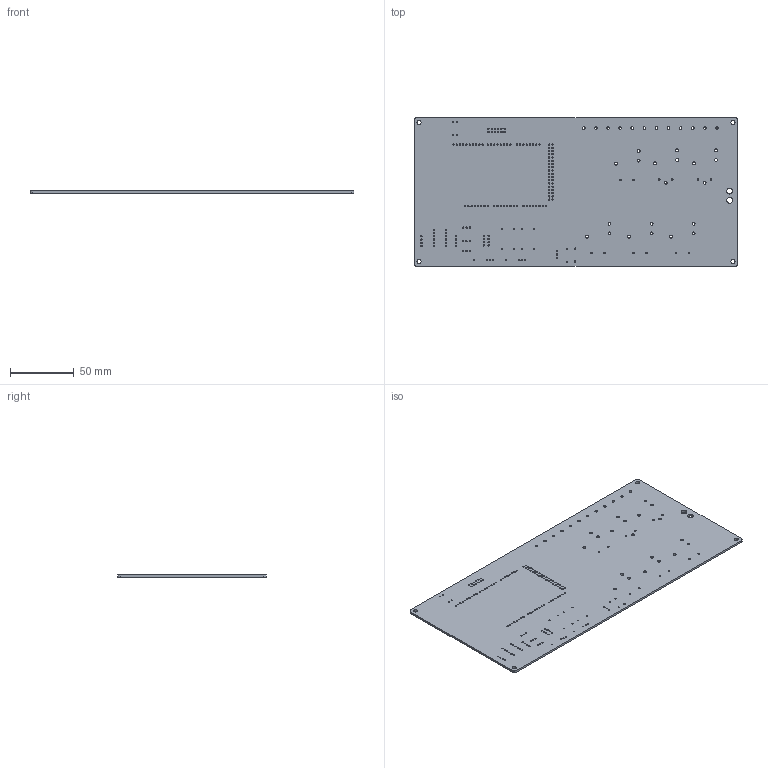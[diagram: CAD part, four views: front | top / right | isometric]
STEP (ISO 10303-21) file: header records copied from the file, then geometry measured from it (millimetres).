
FILE_DESCRIPTION(('KiCad electronic assembly'),'2;1');
FILE_NAME('AUV_shirt design_EE.step','2022-09-15T15:40:53',('Pcbnew'),( 'Kicad'),'Open CASCADE STEP processor 7.6','KiCad to STEP converter' ,'Unknown');
FILE_SCHEMA(('AUTOMOTIVE_DESIGN { 1 0 10303 214 1 1 1 1 }'));
Length unit declared in the file: millimetre
Products named in the file (2): AUV_shirt design_EE 1; AUVMEC2020 PCB
Assembly tree (1 placements, depth 2):
  AUV_shirt design_EE 1
    AUVMEC2020 PCB
Bounding box: 254 x 116.84 x 1.6 mm (x, y, z)
Volume: 46965.4 mm3; surface area: 61224.1 mm2
Topology: 1 solids, 1 shells, 222 faces, 660 edges, 440 vertices
Faces by surface type: cylinder 216, plane 6
Full cylindrical faces by diameter (mm): 0.8 x10, 0.9 x4, 1 x134, 1.02 x12, 1.1 x2, 1.25 x12, 2 x12, 2.25 x20, 3.2 x4, 4.5 x2
Entity records: 17191 total; most frequent: DIRECTION 2860, CARTESIAN_POINT 2644, ORIENTED_EDGE 1320, PCURVE 1320, DEFINITIONAL_REPRESENTATION 1320, LINE 1116, VECTOR 1116, CIRCLE 864
